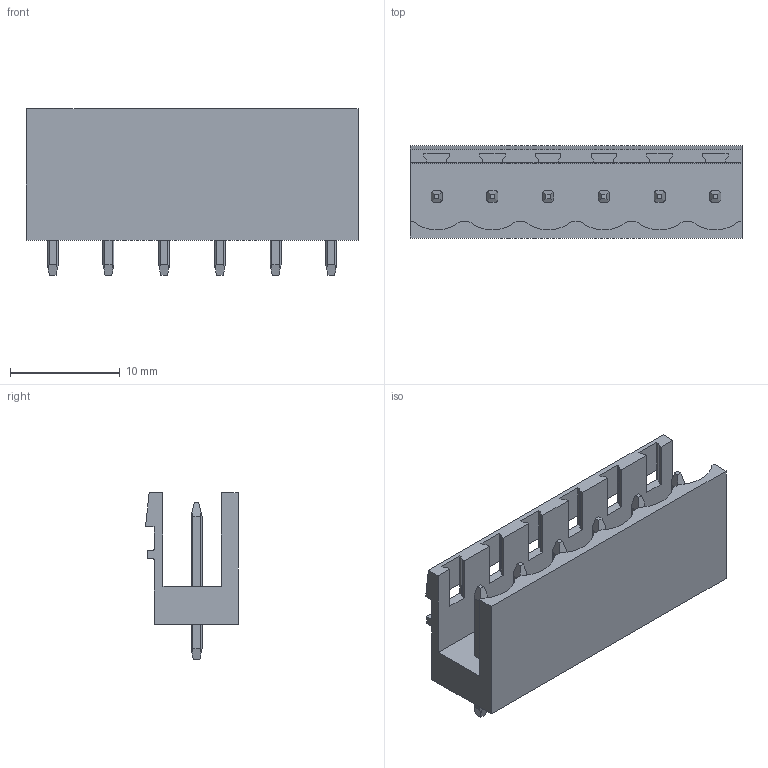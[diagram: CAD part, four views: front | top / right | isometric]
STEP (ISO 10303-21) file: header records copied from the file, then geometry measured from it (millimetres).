
FILE_DESCRIPTION((''),'2;1');
FILE_NAME('WEIDMULLER_1146450000.stp','2012-01-18T10:33:13',(''),(''),'Mechanical Desktop 2011','Mechanical Desktop 2011',', , ');
FILE_SCHEMA(('AUTOMOTIVE_DESIGN { 1 2 10303 214 1 1 1 1 }'));
Length unit declared in the file: millimetre
Products named in the file (1): Product
Bounding box: 30.28 x 8.43 x 15.2 mm (x, y, z)
Volume: 1378.8 mm3; surface area: 2168.7 mm2
Topology: 13 solids, 13 shells, 247 faces, 687 edges, 454 vertices
Faces by surface type: plane 155, cylinder 56, bspline 36
Entity records: 7949 total; most frequent: CARTESIAN_POINT 1497, ORIENTED_EDGE 1374, DIRECTION 1271, EDGE_CURVE 687, VECTOR 527, LINE 527, VERTEX_POINT 454, AXIS2_PLACEMENT_3D 372
